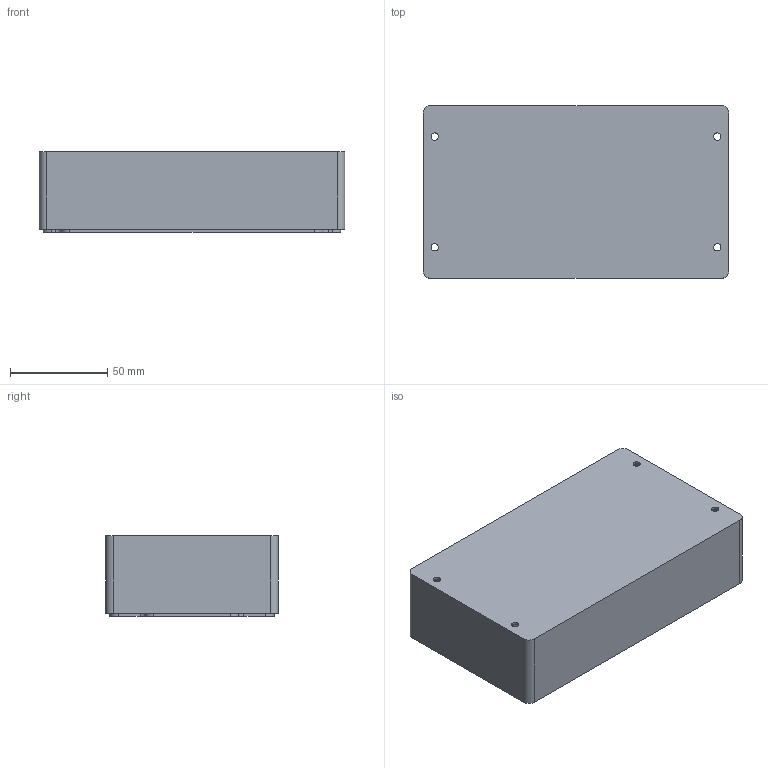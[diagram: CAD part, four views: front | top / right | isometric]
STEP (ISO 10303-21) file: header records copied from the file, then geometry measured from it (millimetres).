
FILE_DESCRIPTION (( 'STEP AP214' ), '1' );
FILE_NAME ('Enclosure 158x90x60.STEP', '2025-10-30T18:28:12', ( '' ), ( '' ), 'SwSTEP 2.0', 'SolidWorks 2024', '' );
FILE_SCHEMA (( 'AUTOMOTIVE_DESIGN' ));
Length unit declared in the file: millimetre
Products named in the file (1): Enclosure 158x90x60
Bounding box: 157.5 x 89 x 41.6 mm (x, y, z)
Volume: 85075.5 mm3; surface area: 76843.7 mm2
Topology: 1 solids, 1 shells, 140 faces, 352 edges, 232 vertices
Faces by surface type: cylinder 72, plane 60, torus 8
Entity records: 4291 total; most frequent: DIRECTION 794, CARTESIAN_POINT 725, ORIENTED_EDGE 704, EDGE_CURVE 352, AXIS2_PLACEMENT_3D 301, VERTEX_POINT 232, VECTOR 192, LINE 192
